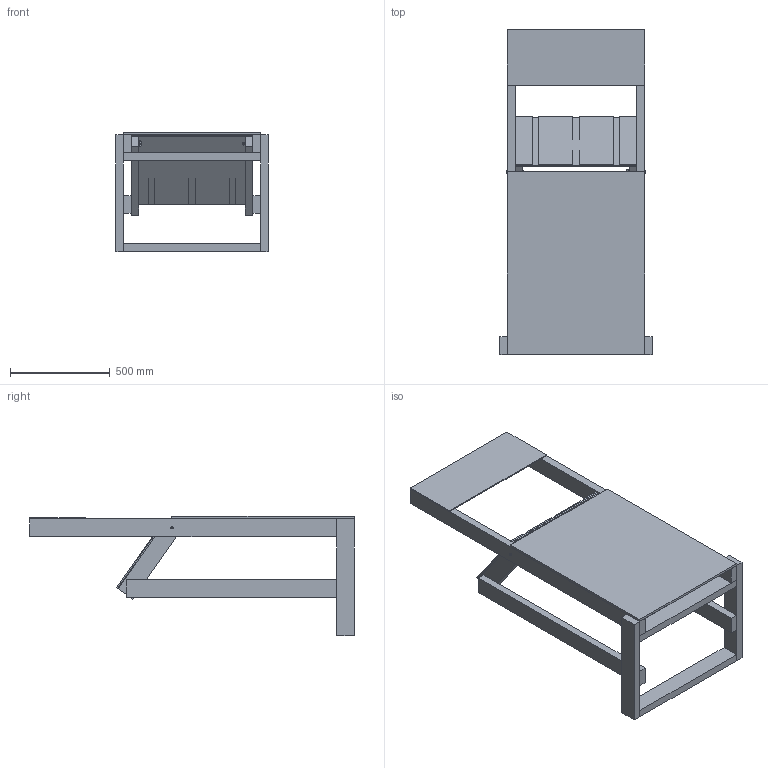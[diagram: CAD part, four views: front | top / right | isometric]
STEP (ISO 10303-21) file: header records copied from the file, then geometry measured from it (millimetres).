
FILE_DESCRIPTION (( 'STEP AP214' ), '1' );
FILE_NAME ('TE-25000.STEP', '2024-12-20T18:15:53', ( '' ), ( '' ), 'SwSTEP 2.0', 'SolidWorks 2022', '' );
FILE_SCHEMA (( 'AUTOMOTIVE_DESIGN' ));
Length unit declared in the file: inch
Products named in the file (16): TE-25003; TE-25012; TE-25013; Configurable Bolt_Hex Head 3.5" Long; TE-25011; TE-25002; TE-25001; TE-25004; TE-25010; TE-25000; TE-25005; TE-25006; TE-25008; TE-25009; wing_.25_20_90866A029; TE-25007
Assembly tree (24 placements, depth 3):
  TE-25000
    Configurable Bolt_Hex Head 3.5" Long  x2
    wing_.25_20_90866A029  x2
    TE-25001
      TE-25002  x2
      TE-25003  x2
    TE-25004
      TE-25005  x2
      TE-25006
      TE-25013
    TE-25010  x2
    TE-25007
      TE-25008  x2
      TE-25009
      TE-25012  x2
      TE-25011  x2
Bounding box: 762 x 1625.6 x 596.11 mm (x, y, z)
Volume: 41347528.1 mm3; surface area: 5005465.8 mm2
Topology: 21 solids, 21 shells, 302 faces, 686 edges, 434 vertices
Faces by surface type: plane 158, cylinder 70, torus 44, cone 30
Entity records: 5314 total; most frequent: CARTESIAN_POINT 932, DIRECTION 826, ORIENTED_EDGE 722, EDGE_CURVE 361, AXIS2_PLACEMENT_3D 311, VERTEX_POINT 229, LINE 204, VECTOR 204
